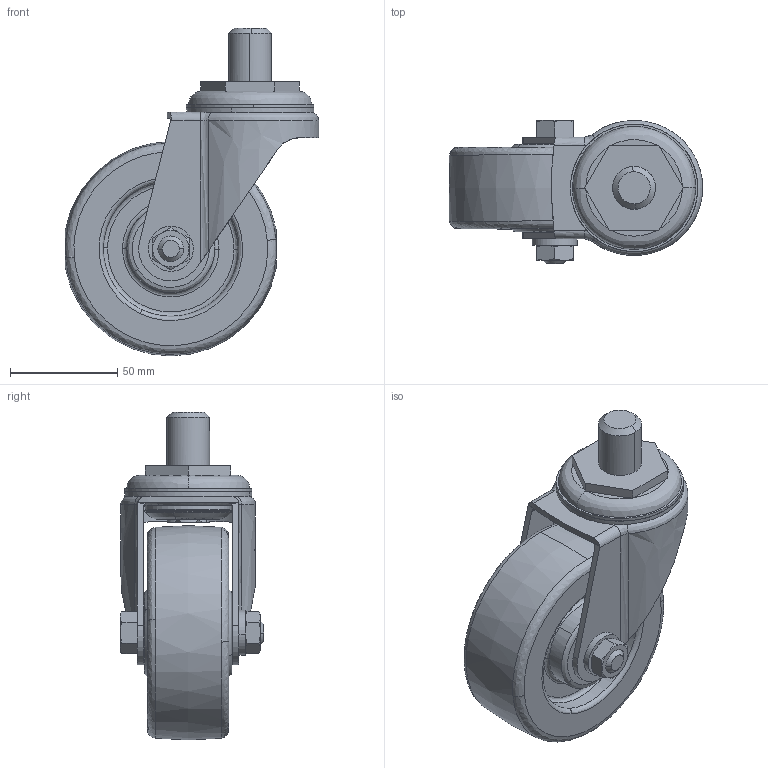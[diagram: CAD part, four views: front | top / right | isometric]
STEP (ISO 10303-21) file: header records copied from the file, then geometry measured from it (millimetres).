
FILE_DESCRIPTION((''),'2;1');
FILE_NAME('','2009-03-19T14:52:18',(''),(''),'','CADfix','');
FILE_SCHEMA(('AUTOMOTIVE_DESIGN { 1 0 10303 214 1 1 1 1 }'));
Length unit declared in the file: millimetre
Bounding box: 118.21 x 67 x 153 mm (x, y, z)
Volume: 344727.2 mm3; surface area: 68974.6 mm2
Topology: 4 solids, 4 shells, 214 faces, 650 edges, 465 vertices
Faces by surface type: bspline 214
Entity records: 10392 total; most frequent: CARTESIAN_POINT 6903, ORIENTED_EDGE 1300, EDGE_CURVE 650, VERTEX_POINT 465, EDGE_LOOP 243, FACE_OUTER_BOUND 214, ADVANCED_FACE 214, QUASI_UNIFORM_CURVE 148
